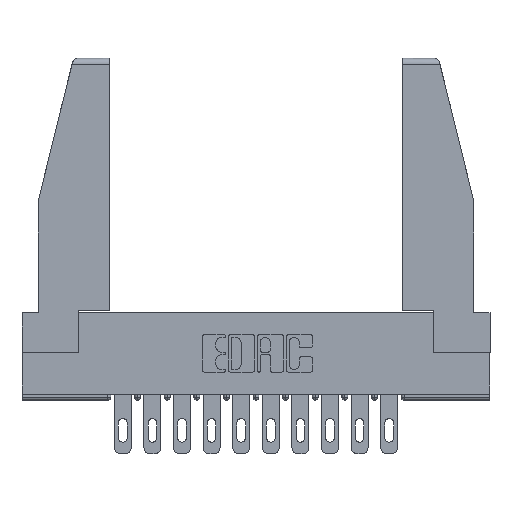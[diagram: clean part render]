
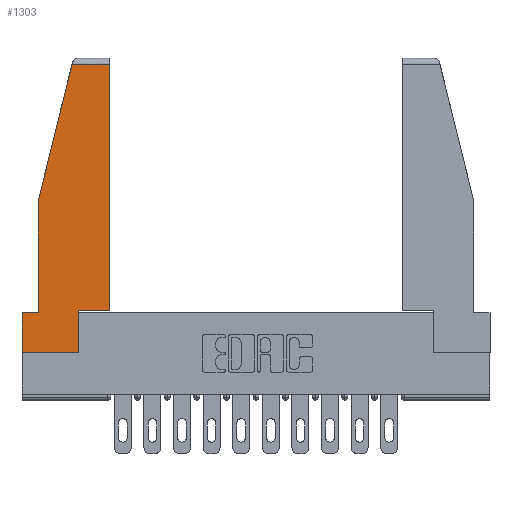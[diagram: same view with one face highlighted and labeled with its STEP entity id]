
A CAD part, top view. The second image highlights one B-rep face of the part: STEP entity #1303.
In plain terms, the highlighted planar face has unit normal (0, 0, 1).
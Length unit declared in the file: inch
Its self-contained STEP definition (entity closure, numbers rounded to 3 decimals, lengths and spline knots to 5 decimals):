
#50 = ORIENTED_EDGE ( 'NONE', *, *, #2851, .T. ) ;
#74 = VECTOR ( 'NONE', #6615, 39.37008 ) ;
#421 = VECTOR ( 'NONE', #882, 39.37008 ) ;
#492 = EDGE_CURVE ( 'NONE', #16536, #10748, #8206, .T. ) ;
#882 = DIRECTION ( 'NONE',  ( -1., 0., 0. ) ) ;
#1192 = VERTEX_POINT ( 'NONE', #4378 ) ;
#1303 = ADVANCED_FACE ( 'NONE', ( #10482 ), #5921, .T. ) ;
#2851 = EDGE_CURVE ( 'NONE', #5149, #6849, #7483, .T. ) ;
#3263 = VERTEX_POINT ( 'NONE', #10761 ) ;
#3347 = CARTESIAN_POINT ( 'NONE',  ( 0.297, 0., 0. ) ) ;
#3614 = CARTESIAN_POINT ( 'NONE',  ( 0., 0.21, 0. ) ) ;
#3842 = LINE ( 'NONE', #10741, #74 ) ;
#4283 = VERTEX_POINT ( 'NONE', #6322 ) ;
#4306 = LINE ( 'NONE', #15294, #9700 ) ;
#4378 = CARTESIAN_POINT ( 'NONE',  ( 0.461, 0.223, 0. ) ) ;
#4380 = ORIENTED_EDGE ( 'NONE', *, *, #6866, .T. ) ;
#5149 = VERTEX_POINT ( 'NONE', #16035 ) ;
#5743 = ORIENTED_EDGE ( 'NONE', *, *, #8053, .T. ) ;
#5921 = PLANE ( 'NONE',  #6486 ) ;
#5962 = DIRECTION ( 'NONE',  ( 0., 1., 0. ) ) ;
#6046 = CARTESIAN_POINT ( 'NONE',  ( 0., 0.21, 0. ) ) ;
#6278 = ORIENTED_EDGE ( 'NONE', *, *, #16027, .T. ) ;
#6322 = CARTESIAN_POINT ( 'NONE',  ( 0., 0., 0. ) ) ;
#6486 = AXIS2_PLACEMENT_3D ( 'NONE', #9948, #15383, #10177 ) ;
#6527 = EDGE_CURVE ( 'NONE', #1192, #16536, #15272, .T. ) ;
#6615 = DIRECTION ( 'NONE',  ( 1., 0., 0. ) ) ;
#6725 = CARTESIAN_POINT ( 'NONE',  ( 0.086, 0.8, 0. ) ) ;
#6849 = VERTEX_POINT ( 'NONE', #3614 ) ;
#6866 = EDGE_CURVE ( 'NONE', #10748, #15327, #15563, .T. ) ;
#6941 = CARTESIAN_POINT ( 'NONE',  ( 0.461, 1.52, 0. ) ) ;
#7329 = DIRECTION ( 'NONE',  ( 1., 0., 0. ) ) ;
#7483 = LINE ( 'NONE', #6046, #421 ) ;
#7945 = CARTESIAN_POINT ( 'NONE',  ( 0.2636, 1.52, 0. ) ) ;
#8053 = EDGE_CURVE ( 'NONE', #6849, #4283, #14079, .T. ) ;
#8206 = LINE ( 'NONE', #16829, #9667 ) ;
#8251 = VECTOR ( 'NONE', #10230, 39.37008 ) ;
#8509 = VECTOR ( 'NONE', #11820, 39.37008 ) ;
#8560 = ORIENTED_EDGE ( 'NONE', *, *, #9947, .T. ) ;
#8761 = VECTOR ( 'NONE', #13151, 39.37008 ) ;
#9008 = EDGE_CURVE ( 'NONE', #4283, #3263, #4306, .T. ) ;
#9667 = VECTOR ( 'NONE', #14293, 39.37008 ) ;
#9700 = VECTOR ( 'NONE', #7329, 39.37008 ) ;
#9947 = EDGE_CURVE ( 'NONE', #15024, #1192, #3842, .T. ) ;
#9948 = CARTESIAN_POINT ( 'NONE',  ( 0., 0., 0. ) ) ;
#10177 = DIRECTION ( 'NONE',  ( 1., 0., 0. ) ) ;
#10228 = EDGE_LOOP ( 'NONE', ( #15470, #12026, #4380, #15462, #50, #5743, #11478, #6278, #8560 ) ) ;
#10230 = DIRECTION ( 'NONE',  ( 0., -1., 0. ) ) ;
#10365 = CARTESIAN_POINT ( 'NONE',  ( 0.086, 0.8, 0. ) ) ;
#10436 = CARTESIAN_POINT ( 'NONE',  ( 0.271, 1.55, 0. ) ) ;
#10482 = FACE_OUTER_BOUND ( 'NONE', #10228, .T. ) ;
#10741 = CARTESIAN_POINT ( 'NONE',  ( 0.297, 0.223, 0. ) ) ;
#10748 = VERTEX_POINT ( 'NONE', #7945 ) ;
#10761 = CARTESIAN_POINT ( 'NONE',  ( 0.297, 0., 0. ) ) ;
#11000 = CARTESIAN_POINT ( 'NONE',  ( 0.297, 0.223, 0. ) ) ;
#11478 = ORIENTED_EDGE ( 'NONE', *, *, #9008, .T. ) ;
#11750 = VECTOR ( 'NONE', #16874, 39.37008 ) ;
#11810 = EDGE_CURVE ( 'NONE', #15327, #5149, #14772, .T. ) ;
#11820 = DIRECTION ( 'NONE',  ( -0.239, -0.971, 0. ) ) ;
#12026 = ORIENTED_EDGE ( 'NONE', *, *, #492, .T. ) ;
#12268 = VECTOR ( 'NONE', #5962, 39.37008 ) ;
#12848 = CARTESIAN_POINT ( 'NONE',  ( 0., 0.21, 0. ) ) ;
#13151 = DIRECTION ( 'NONE',  ( 0., -1., 0. ) ) ;
#13712 = LINE ( 'NONE', #3347, #12268 ) ;
#14079 = LINE ( 'NONE', #12848, #8251 ) ;
#14218 = CARTESIAN_POINT ( 'NONE',  ( 0.461, 0.223, 0. ) ) ;
#14293 = DIRECTION ( 'NONE',  ( -1., 0., 0. ) ) ;
#14772 = LINE ( 'NONE', #10365, #8761 ) ;
#15024 = VERTEX_POINT ( 'NONE', #11000 ) ;
#15272 = LINE ( 'NONE', #14218, #11750 ) ;
#15294 = CARTESIAN_POINT ( 'NONE',  ( 0., 0., 0. ) ) ;
#15327 = VERTEX_POINT ( 'NONE', #6725 ) ;
#15383 = DIRECTION ( 'NONE',  ( 0., 0., 1. ) ) ;
#15462 = ORIENTED_EDGE ( 'NONE', *, *, #11810, .T. ) ;
#15470 = ORIENTED_EDGE ( 'NONE', *, *, #6527, .T. ) ;
#15563 = LINE ( 'NONE', #10436, #8509 ) ;
#16027 = EDGE_CURVE ( 'NONE', #3263, #15024, #13712, .T. ) ;
#16035 = CARTESIAN_POINT ( 'NONE',  ( 0.086, 0.21, 0. ) ) ;
#16536 = VERTEX_POINT ( 'NONE', #6941 ) ;
#16829 = CARTESIAN_POINT ( 'NONE',  ( 0., 1.52, 0. ) ) ;
#16874 = DIRECTION ( 'NONE',  ( 0., 1., 0. ) ) ;
